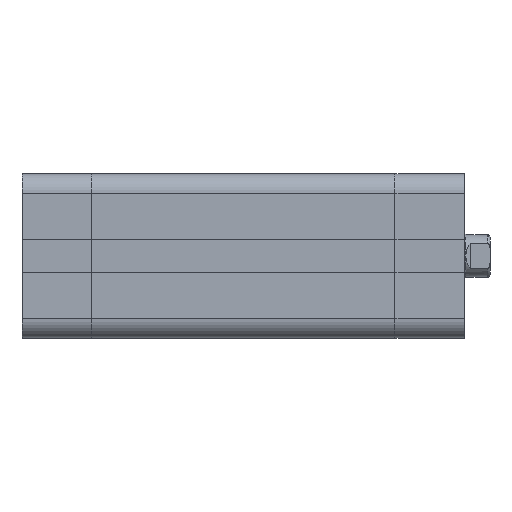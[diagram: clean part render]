
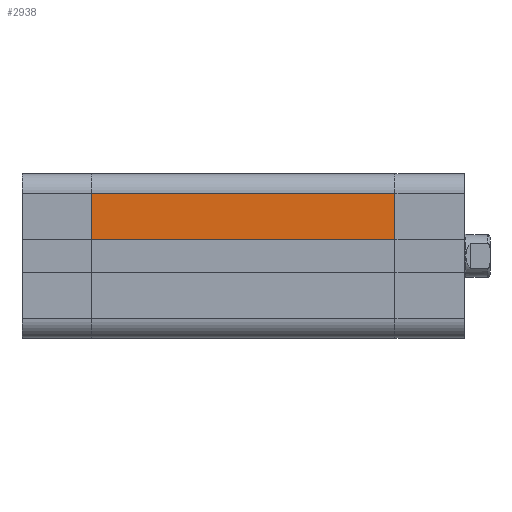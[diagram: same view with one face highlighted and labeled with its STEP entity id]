
A CAD part, front view. The second image highlights one B-rep face of the part: STEP entity #2938.
In plain terms, the highlighted planar face has unit normal (0, -1, 0).
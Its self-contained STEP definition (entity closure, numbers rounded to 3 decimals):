
#663 = CARTESIAN_POINT ( 'NONE',  ( -11., -14.5, 0. ) ) ;
#670 = CARTESIAN_POINT ( 'NONE',  ( -11., -14.5, -53.5 ) ) ;
#684 = CARTESIAN_POINT ( 'NONE',  ( -2.85, -14.5, 0. ) ) ;
#780 = CARTESIAN_POINT ( 'NONE',  ( -2.85, -14.5, -53.5 ) ) ;
#2755 = EDGE_CURVE ( 'NONE', #3569, #3590, #6225, .T. ) ;
#2775 = EDGE_CURVE ( 'NONE', #3686, #3590, #6260, .T. ) ;
#2787 = EDGE_CURVE ( 'NONE', #3576, #3569, #6273, .T. ) ;
#2794 = EDGE_CURVE ( 'NONE', #3576, #3686, #6267, .T. ) ;
#2938 = ADVANCED_FACE ( 'NONE', ( #6328 ), #7468, .T. ) ;
#3214 = EDGE_LOOP ( 'NONE', ( #5778, #5812, #5803, #5773 ) ) ;
#3569 = VERTEX_POINT ( 'NONE', #663 ) ;
#3576 = VERTEX_POINT ( 'NONE', #670 ) ;
#3590 = VERTEX_POINT ( 'NONE', #684 ) ;
#3686 = VERTEX_POINT ( 'NONE', #780 ) ;
#5143 = AXIS2_PLACEMENT_3D ( 'NONE', #7471, #7479, #7480 ) ;
#5773 = ORIENTED_EDGE ( 'NONE', *, *, #2794, .T. ) ;
#5778 = ORIENTED_EDGE ( 'NONE', *, *, #2775, .T. ) ;
#5803 = ORIENTED_EDGE ( 'NONE', *, *, #2787, .F. ) ;
#5812 = ORIENTED_EDGE ( 'NONE', *, *, #2755, .F. ) ;
#6225 = LINE ( 'NONE', #7321, #6226 ) ;
#6226 = VECTOR ( 'NONE', #7322, 1000. ) ;
#6251 = VECTOR ( 'NONE', #7365, 1000. ) ;
#6260 = LINE ( 'NONE', #7357, #6251 ) ;
#6267 = LINE ( 'NONE', #7412, #6288 ) ;
#6273 = LINE ( 'NONE', #7383, #6279 ) ;
#6279 = VECTOR ( 'NONE', #7396, 1000. ) ;
#6288 = VECTOR ( 'NONE', #7413, 1000. ) ;
#6328 = FACE_OUTER_BOUND ( 'NONE', #3214, .T. ) ;
#7321 = CARTESIAN_POINT ( 'NONE',  ( -11., -14.5, 0. ) ) ;
#7322 = DIRECTION ( 'NONE',  ( 1., 0., 0. ) ) ;
#7357 = CARTESIAN_POINT ( 'NONE',  ( -2.85, -14.5, -53.5 ) ) ;
#7365 = DIRECTION ( 'NONE',  ( 0., 0., 1. ) ) ;
#7383 = CARTESIAN_POINT ( 'NONE',  ( -11., -14.5, -53.5 ) ) ;
#7396 = DIRECTION ( 'NONE',  ( 0., 0., 1. ) ) ;
#7412 = CARTESIAN_POINT ( 'NONE',  ( -11., -14.5, -53.5 ) ) ;
#7413 = DIRECTION ( 'NONE',  ( 1., 0., 0. ) ) ;
#7468 = PLANE ( 'NONE',  #5143 ) ;
#7471 = CARTESIAN_POINT ( 'NONE',  ( -11., -14.5, -53.5 ) ) ;
#7479 = DIRECTION ( 'NONE',  ( 0., -1., 0. ) ) ;
#7480 = DIRECTION ( 'NONE',  ( 0., 0., -1. ) ) ;
